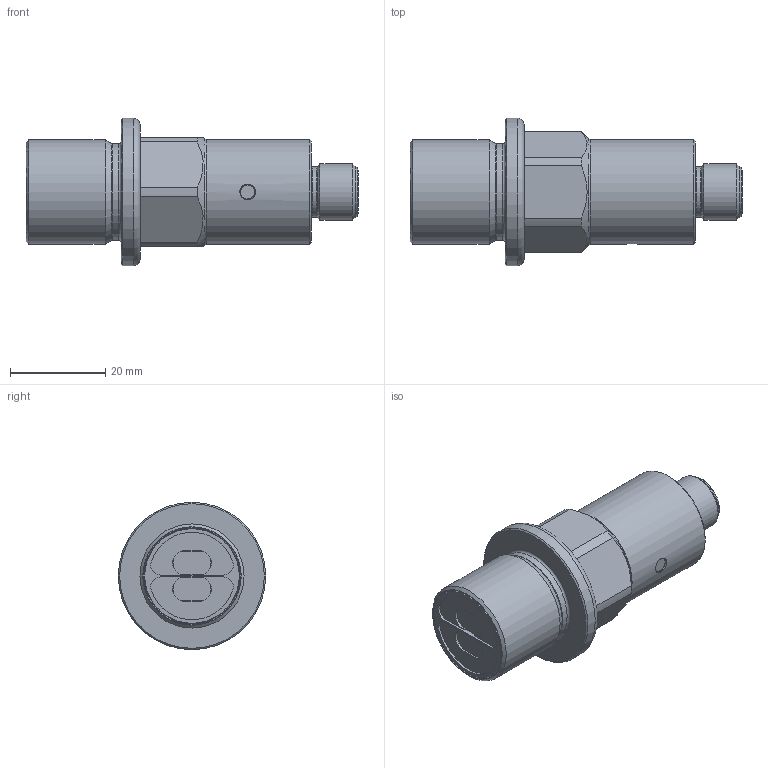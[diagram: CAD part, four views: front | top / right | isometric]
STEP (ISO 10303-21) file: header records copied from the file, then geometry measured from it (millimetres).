
FILE_DESCRIPTION (( 'STEP AP203' ), '1' );
FILE_NAME ('CAS-MPDT-S01-.STEP', '2021-12-10T12:54:34', ( '' ), ( '' ), 'SwSTEP 2.0', 'SolidWorks 2020', '' );
FILE_SCHEMA (( 'CONFIG_CONTROL_DESIGN' ));
Length unit declared in the file: millimetre
Products named in the file (1): CAS-MPDT-S01-
Bounding box: 69.8 x 31 x 31 mm (x, y, z)
Surface area: 7281.9 mm2 (no closed solid volume)
Topology: 0 solids, 12 shells, 93 faces, 233 edges, 156 vertices
Faces by surface type: cylinder 34, plane 29, bspline 12, cone 9, torus 9
Full cylindrical faces by diameter (mm): 1 x5, 3.3 x1, 9.5 x1, 10.45 x1, 10.6 x1, 11.8 x1, 19.9 x1, 20 x1, 20.3 x1, 21.9 x1, 22 x1, 31 x1
Entity records: 3077 total; most frequent: CARTESIAN_POINT 1014, DIRECTION 434, ORIENTED_EDGE 331, AXIS2_PLACEMENT_3D 187, EDGE_CURVE 184, VERTEX_POINT 142, EDGE_LOOP 137, FACE_OUTER_BOUND 119
